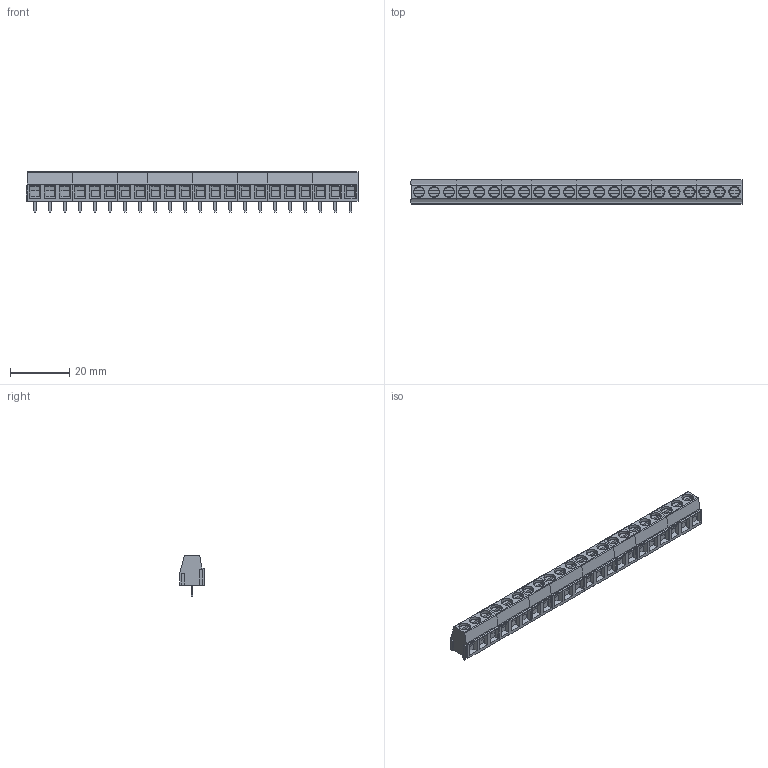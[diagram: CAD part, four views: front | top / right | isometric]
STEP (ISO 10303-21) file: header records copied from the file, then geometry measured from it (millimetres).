
FILE_DESCRIPTION(('FreeCAD Model'),'2;1');
FILE_NAME('Open CASCADE Shape Model','2024-11-08T13:50:05',(''),(''), 'Open CASCADE STEP processor 7.6','FreeCAD','Unknown');
FILE_SCHEMA(('AUTOMOTIVE_DESIGN { 1 0 10303 214 1 1 1 1 }'));
Length unit declared in the file: millimetre
Products named in the file (1): CUI_DEVICES_TB006-508-22BE
Bounding box: 112.26 x 8.2 x 13.8 mm (x, y, z)
Volume: 7586.4 mm3; surface area: 5994.5 mm2
Topology: 1 solids, 23 shells, 1170 faces, 2914 edges, 1858 vertices
Faces by surface type: plane 772, bspline 176, cylinder 134, cone 88
Entity records: 53118 total; most frequent: CARTESIAN_POINT 18081, ORIENTED_EDGE 5828, DIRECTION 5101, EDGE_CURVE 2914, LINE 1969, VECTOR 1969, VERTEX_POINT 1858, AXIS2_PLACEMENT_3D 1566
